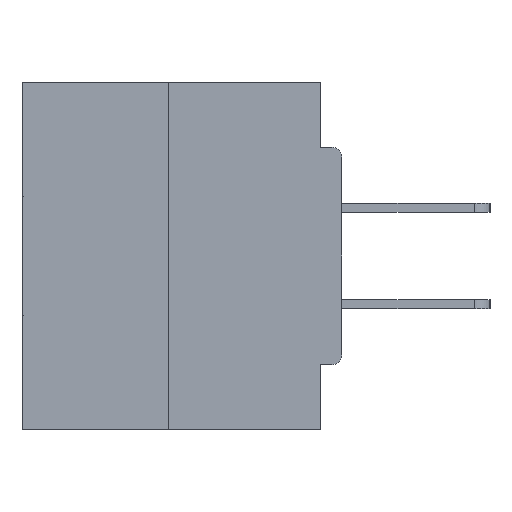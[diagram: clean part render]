
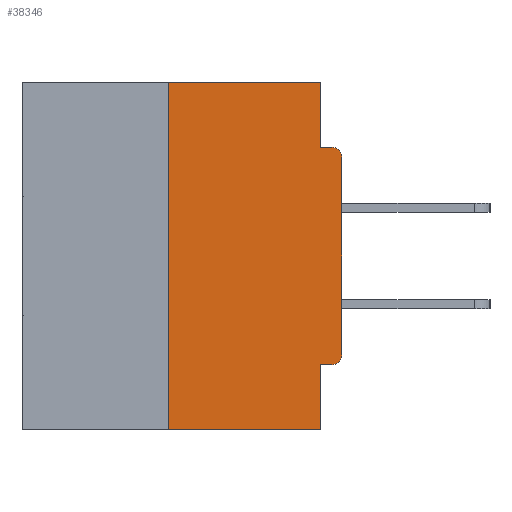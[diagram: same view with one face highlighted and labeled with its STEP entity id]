
A CAD part, left-side view. The second image highlights one B-rep face of the part: STEP entity #38346.
In plain terms, the highlighted planar face has unit normal (-1, 0, 0).
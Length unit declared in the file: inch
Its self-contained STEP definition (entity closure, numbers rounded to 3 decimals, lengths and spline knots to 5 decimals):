
#68 = VERTEX_POINT ( 'NONE', #23513 ) ;
#1464 = ORIENTED_EDGE ( 'NONE', *, *, #25304, .T. ) ;
#2511 = DIRECTION ( 'NONE',  ( 0., -1., 0. ) ) ;
#3635 = ORIENTED_EDGE ( 'NONE', *, *, #7491, .T. ) ;
#3693 = VERTEX_POINT ( 'NONE', #34052 ) ;
#3823 = CARTESIAN_POINT ( 'NONE',  ( 0., 0.46, 0. ) ) ;
#4785 = ORIENTED_EDGE ( 'NONE', *, *, #32032, .F. ) ;
#4808 = VECTOR ( 'NONE', #6323, 39.37008 ) ;
#5969 = ORIENTED_EDGE ( 'NONE', *, *, #13197, .F. ) ;
#6323 = DIRECTION ( 'NONE',  ( 0., 0., 1. ) ) ;
#6977 = DIRECTION ( 'NONE',  ( 0., 0., -1. ) ) ;
#7117 = CARTESIAN_POINT ( 'NONE',  ( 0., 0.031, -0.4065 ) ) ;
#7491 = EDGE_CURVE ( 'NONE', #12861, #25026, #25419, .T. ) ;
#7603 = VERTEX_POINT ( 'NONE', #33268 ) ;
#7972 = VECTOR ( 'NONE', #32905, 39.37008 ) ;
#8294 = DIRECTION ( 'NONE',  ( 0., -1., 0. ) ) ;
#9317 = DIRECTION ( 'NONE',  ( 0., 0., -1. ) ) ;
#9966 = ORIENTED_EDGE ( 'NONE', *, *, #21949, .T. ) ;
#10677 = AXIS2_PLACEMENT_3D ( 'NONE', #3823, #31664, #6977 ) ;
#10960 = EDGE_CURVE ( 'NONE', #23711, #31672, #28857, .T. ) ;
#11684 = CARTESIAN_POINT ( 'NONE',  ( 0., 0.031, -0.5 ) ) ;
#12329 = EDGE_LOOP ( 'NONE', ( #24812, #24747, #3635, #18084, #4785, #1464, #9966, #17080, #5969, #28982 ) ) ;
#12752 = DIRECTION ( 'NONE',  ( 0., 1., 0. ) ) ;
#12861 = VERTEX_POINT ( 'NONE', #16859 ) ;
#13197 = EDGE_CURVE ( 'NONE', #29898, #31672, #15133, .T. ) ;
#13411 = EDGE_CURVE ( 'NONE', #15212, #25026, #16708, .T. ) ;
#13924 = DIRECTION ( 'NONE',  ( 0., -1., 0. ) ) ;
#14217 = CARTESIAN_POINT ( 'NONE',  ( 0., 0., -0.0935 ) ) ;
#14358 = CARTESIAN_POINT ( 'NONE',  ( 0., 0., -0.1085 ) ) ;
#14424 = VECTOR ( 'NONE', #8294, 39.37008 ) ;
#15133 = LINE ( 'NONE', #14217, #14424 ) ;
#15212 = VERTEX_POINT ( 'NONE', #7117 ) ;
#15866 = CARTESIAN_POINT ( 'NONE',  ( 0., 0.031, 0. ) ) ;
#16242 = PLANE ( 'NONE',  #10677 ) ;
#16445 = CARTESIAN_POINT ( 'NONE',  ( 0., 0.015, -0.3915 ) ) ;
#16446 = VECTOR ( 'NONE', #13924, 39.37008 ) ;
#16708 = LINE ( 'NONE', #37297, #25824 ) ;
#16859 = CARTESIAN_POINT ( 'NONE',  ( 0., 0.25, -0.5 ) ) ;
#17080 = ORIENTED_EDGE ( 'NONE', *, *, #10960, .T. ) ;
#17400 = AXIS2_PLACEMENT_3D ( 'NONE', #16445, #19406, #32055 ) ;
#17630 = CARTESIAN_POINT ( 'NONE',  ( 0., 0.25, 0. ) ) ;
#18084 = ORIENTED_EDGE ( 'NONE', *, *, #13411, .F. ) ;
#19406 = DIRECTION ( 'NONE',  ( -1., 0., 0. ) ) ;
#19603 = FACE_OUTER_BOUND ( 'NONE', #12329, .T. ) ;
#21329 = LINE ( 'NONE', #24103, #4808 ) ;
#21949 = EDGE_CURVE ( 'NONE', #7603, #23711, #21329, .T. ) ;
#23179 = AXIS2_PLACEMENT_3D ( 'NONE', #30271, #36396, #9317 ) ;
#23513 = CARTESIAN_POINT ( 'NONE',  ( 0., 0.25, 0. ) ) ;
#23711 = VERTEX_POINT ( 'NONE', #14358 ) ;
#24103 = CARTESIAN_POINT ( 'NONE',  ( 0., 0., 0. ) ) ;
#24747 = ORIENTED_EDGE ( 'NONE', *, *, #25114, .F. ) ;
#24812 = ORIENTED_EDGE ( 'NONE', *, *, #35825, .F. ) ;
#25026 = VERTEX_POINT ( 'NONE', #11684 ) ;
#25114 = EDGE_CURVE ( 'NONE', #12861, #68, #35631, .T. ) ;
#25304 = EDGE_CURVE ( 'NONE', #27106, #7603, #29421, .T. ) ;
#25419 = LINE ( 'NONE', #37474, #16446 ) ;
#25816 = DIRECTION ( 'NONE',  ( 0., 0., -1. ) ) ;
#25824 = VECTOR ( 'NONE', #25816, 39.37008 ) ;
#26425 = EDGE_CURVE ( 'NONE', #3693, #29898, #33846, .T. ) ;
#27005 = CARTESIAN_POINT ( 'NONE',  ( 0., 0., -0.4065 ) ) ;
#27106 = VERTEX_POINT ( 'NONE', #38331 ) ;
#27546 = VECTOR ( 'NONE', #29720, 39.37008 ) ;
#28857 = CIRCLE ( 'NONE', #23179, 0.015 ) ;
#28982 = ORIENTED_EDGE ( 'NONE', *, *, #26425, .F. ) ;
#29421 = CIRCLE ( 'NONE', #17400, 0.015 ) ;
#29586 = LINE ( 'NONE', #35321, #35169 ) ;
#29720 = DIRECTION ( 'NONE',  ( 0., 0., 1. ) ) ;
#29898 = VERTEX_POINT ( 'NONE', #32993 ) ;
#30271 = CARTESIAN_POINT ( 'NONE',  ( 0., 0.015, -0.1085 ) ) ;
#30761 = LINE ( 'NONE', #27005, #34405 ) ;
#31664 = DIRECTION ( 'NONE',  ( 1., 0., 0. ) ) ;
#31672 = VERTEX_POINT ( 'NONE', #36332 ) ;
#32032 = EDGE_CURVE ( 'NONE', #27106, #15212, #30761, .T. ) ;
#32055 = DIRECTION ( 'NONE',  ( 0., 0., -1. ) ) ;
#32905 = DIRECTION ( 'NONE',  ( 0., 0., -1. ) ) ;
#32993 = CARTESIAN_POINT ( 'NONE',  ( 0., 0.031, -0.0935 ) ) ;
#33268 = CARTESIAN_POINT ( 'NONE',  ( 0., 0., -0.3915 ) ) ;
#33846 = LINE ( 'NONE', #15866, #7972 ) ;
#34052 = CARTESIAN_POINT ( 'NONE',  ( 0., 0.031, 0. ) ) ;
#34405 = VECTOR ( 'NONE', #12752, 39.37008 ) ;
#35169 = VECTOR ( 'NONE', #2511, 39.37008 ) ;
#35321 = CARTESIAN_POINT ( 'NONE',  ( 0., 0.46, 0. ) ) ;
#35631 = LINE ( 'NONE', #17630, #27546 ) ;
#35825 = EDGE_CURVE ( 'NONE', #68, #3693, #29586, .T. ) ;
#36332 = CARTESIAN_POINT ( 'NONE',  ( 0., 0.015, -0.0935 ) ) ;
#36396 = DIRECTION ( 'NONE',  ( -1., 0., 0. ) ) ;
#37297 = CARTESIAN_POINT ( 'NONE',  ( 0., 0.031, -0.5 ) ) ;
#37474 = CARTESIAN_POINT ( 'NONE',  ( 0., 0.46, -0.5 ) ) ;
#38331 = CARTESIAN_POINT ( 'NONE',  ( 0., 0.015, -0.4065 ) ) ;
#38346 = ADVANCED_FACE ( 'NONE', ( #19603 ), #16242, .F. ) ;
